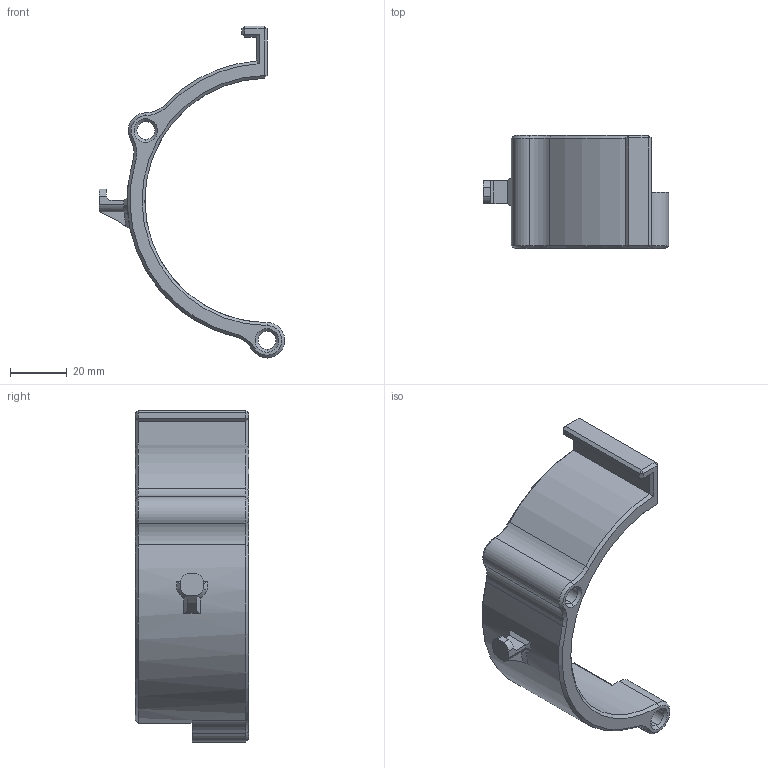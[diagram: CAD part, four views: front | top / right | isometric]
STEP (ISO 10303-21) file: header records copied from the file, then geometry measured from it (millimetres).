
FILE_DESCRIPTION (( 'STEP AP214' ), '1' );
FILE_NAME ('Flyaway-Rail-Guides.STEP', '2024-10-28T03:45:42', ( '' ), ( '' ), 'SwSTEP 2.0', 'SolidWorks 2024', '' );
FILE_SCHEMA (( 'AUTOMOTIVE_DESIGN' ));
Length unit declared in the file: centimetre
Products named in the file (1): Flyaway-Rail-Guides
Bounding box: 65.52 x 40 x 117.34 mm (x, y, z)
Volume: 41255.8 mm3; surface area: 17162.8 mm2
Topology: 1 solids, 1 shells, 112 faces, 267 edges, 162 vertices
Faces by surface type: plane 46, cylinder 39, cone 25, bspline 2
Entity records: 3520 total; most frequent: CARTESIAN_POINT 872, DIRECTION 571, ORIENTED_EDGE 534, EDGE_CURVE 267, AXIS2_PLACEMENT_3D 217, VERTEX_POINT 162, LINE 137, VECTOR 137
